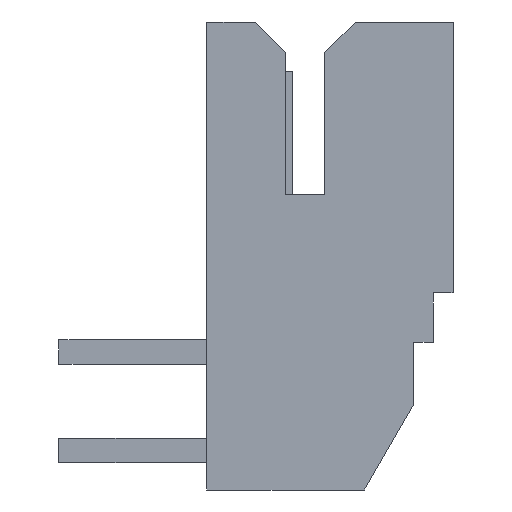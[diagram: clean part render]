
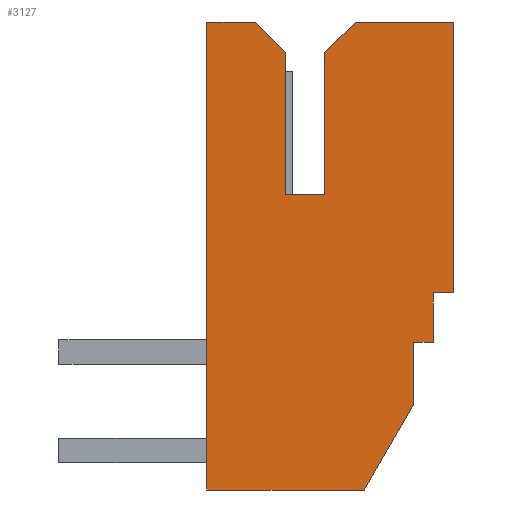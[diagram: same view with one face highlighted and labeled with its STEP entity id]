
A CAD part, left-side view. The second image highlights one B-rep face of the part: STEP entity #3127.
In plain terms, the highlighted planar face has unit normal (-1, 0, 0).
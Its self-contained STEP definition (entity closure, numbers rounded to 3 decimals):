
#72=DIRECTION('',(0.,0.,-1.));
#73=VECTOR('',#72,5.5);
#74=CARTESIAN_POINT('',(-6.,-2.5,0.));
#75=LINE('',#74,#73);
#76=DIRECTION('',(0.,1.,0.));
#77=VECTOR('',#76,0.4);
#78=CARTESIAN_POINT('',(-6.,-2.5,-5.5));
#79=LINE('',#78,#77);
#80=DIRECTION('',(0.,0.,-1.));
#81=VECTOR('',#80,1.);
#82=CARTESIAN_POINT('',(-6.,-2.1,-5.5));
#83=LINE('',#82,#81);
#84=DIRECTION('',(0.,1.,0.));
#85=VECTOR('',#84,0.4);
#86=CARTESIAN_POINT('',(-6.,-2.1,-6.5));
#87=LINE('',#86,#85);
#88=DIRECTION('',(0.,0.,-1.));
#89=VECTOR('',#88,1.27);
#90=CARTESIAN_POINT('',(-6.,-1.7,-6.5));
#91=LINE('',#90,#89);
#92=DIRECTION('',(0.,0.5,-0.866));
#93=VECTOR('',#92,1.998);
#94=CARTESIAN_POINT('',(-6.,-1.7,-7.77));
#95=LINE('',#94,#93);
#96=DIRECTION('',(0.,1.,0.));
#97=VECTOR('',#96,3.2);
#98=CARTESIAN_POINT('',(-6.,-0.7,-9.5));
#99=LINE('',#98,#97);
#100=DIRECTION('',(0.,0.,1.));
#101=VECTOR('',#100,9.5);
#102=CARTESIAN_POINT('',(-6.,2.5,-9.5));
#103=LINE('',#102,#101);
#104=DIRECTION('',(0.,-1.,0.));
#105=VECTOR('',#104,0.99);
#106=CARTESIAN_POINT('',(-6.,2.5,0.));
#107=LINE('',#106,#105);
#108=DIRECTION('',(0.,-0.707,-0.707));
#109=VECTOR('',#108,0.863);
#110=CARTESIAN_POINT('',(-6.,1.51,0.));
#111=LINE('',#110,#109);
#112=DIRECTION('',(0.,0.,-1.));
#113=VECTOR('',#112,2.89);
#114=CARTESIAN_POINT('',(-6.,0.9,-0.61));
#115=LINE('',#114,#113);
#116=DIRECTION('',(0.,-1.,0.));
#117=VECTOR('',#116,0.8);
#118=CARTESIAN_POINT('',(-6.,0.9,-3.5));
#119=LINE('',#118,#117);
#120=DIRECTION('',(0.,0.,1.));
#121=VECTOR('',#120,2.89);
#122=CARTESIAN_POINT('',(-6.,0.1,-3.5));
#123=LINE('',#122,#121);
#124=DIRECTION('',(0.,-0.707,0.707));
#125=VECTOR('',#124,0.863);
#126=CARTESIAN_POINT('',(-6.,0.1,-0.61));
#127=LINE('',#126,#125);
#128=DIRECTION('',(0.,-1.,0.));
#129=VECTOR('',#128,1.99);
#130=CARTESIAN_POINT('',(-6.,-0.51,0.));
#131=LINE('',#130,#129);
#2346=CARTESIAN_POINT('',(-6.,-2.5,0.));
#2347=CARTESIAN_POINT('',(-6.,-2.5,-5.5));
#2348=VERTEX_POINT('',#2346);
#2349=VERTEX_POINT('',#2347);
#2350=CARTESIAN_POINT('',(-6.,-2.1,-5.5));
#2351=VERTEX_POINT('',#2350);
#2352=CARTESIAN_POINT('',(-6.,-2.1,-6.5));
#2353=VERTEX_POINT('',#2352);
#2354=CARTESIAN_POINT('',(-6.,-1.7,-6.5));
#2355=VERTEX_POINT('',#2354);
#2356=CARTESIAN_POINT('',(-6.,-1.7,-7.77));
#2357=VERTEX_POINT('',#2356);
#2358=CARTESIAN_POINT('',(-6.,-0.7,-9.5));
#2359=VERTEX_POINT('',#2358);
#2360=CARTESIAN_POINT('',(-6.,2.5,-9.5));
#2361=VERTEX_POINT('',#2360);
#2362=CARTESIAN_POINT('',(-6.,2.5,0.));
#2363=VERTEX_POINT('',#2362);
#2364=CARTESIAN_POINT('',(-6.,-0.51,0.));
#2365=VERTEX_POINT('',#2364);
#2426=CARTESIAN_POINT('',(-6.,1.51,0.));
#2427=VERTEX_POINT('',#2426);
#2428=CARTESIAN_POINT('',(-6.,0.9,-0.61));
#2429=VERTEX_POINT('',#2428);
#2430=CARTESIAN_POINT('',(-6.,0.9,-3.5));
#2431=VERTEX_POINT('',#2430);
#2432=CARTESIAN_POINT('',(-6.,0.1,-3.5));
#2433=VERTEX_POINT('',#2432);
#2434=CARTESIAN_POINT('',(-6.,0.1,-0.61));
#2435=VERTEX_POINT('',#2434);
#3090=CARTESIAN_POINT('',(-6.,0.,0.));
#3091=DIRECTION('',(1.,0.,0.));
#3092=DIRECTION('',(0.,1.,0.));
#3093=AXIS2_PLACEMENT_3D('',#3090,#3091,#3092);
#3094=PLANE('',#3093);
#3096=ORIENTED_EDGE('',*,*,#3095,.T.);
#3098=ORIENTED_EDGE('',*,*,#3097,.T.);
#3100=ORIENTED_EDGE('',*,*,#3099,.T.);
#3102=ORIENTED_EDGE('',*,*,#3101,.T.);
#3104=ORIENTED_EDGE('',*,*,#3103,.T.);
#3106=ORIENTED_EDGE('',*,*,#3105,.T.);
#3108=ORIENTED_EDGE('',*,*,#3107,.T.);
#3110=ORIENTED_EDGE('',*,*,#3109,.T.);
#3112=ORIENTED_EDGE('',*,*,#3111,.T.);
#3114=ORIENTED_EDGE('',*,*,#3113,.T.);
#3116=ORIENTED_EDGE('',*,*,#3115,.T.);
#3118=ORIENTED_EDGE('',*,*,#3117,.T.);
#3120=ORIENTED_EDGE('',*,*,#3119,.T.);
#3122=ORIENTED_EDGE('',*,*,#3121,.T.);
#3124=ORIENTED_EDGE('',*,*,#3123,.T.);
#3125=EDGE_LOOP('',(#3096,#3098,#3100,#3102,#3104,#3106,#3108,#3110,#3112,#3114,
#3116,#3118,#3120,#3122,#3124));
#3126=FACE_OUTER_BOUND('',#3125,.F.);
#3127=ADVANCED_FACE('',(#3126),#3094,.F.);
#3095=EDGE_CURVE('',#2348,#2349,#75,.T.);
#3097=EDGE_CURVE('',#2349,#2351,#79,.T.);
#3099=EDGE_CURVE('',#2351,#2353,#83,.T.);
#3101=EDGE_CURVE('',#2353,#2355,#87,.T.);
#3103=EDGE_CURVE('',#2355,#2357,#91,.T.);
#3105=EDGE_CURVE('',#2357,#2359,#95,.T.);
#3107=EDGE_CURVE('',#2359,#2361,#99,.T.);
#3109=EDGE_CURVE('',#2361,#2363,#103,.T.);
#3111=EDGE_CURVE('',#2363,#2427,#107,.T.);
#3113=EDGE_CURVE('',#2427,#2429,#111,.T.);
#3115=EDGE_CURVE('',#2429,#2431,#115,.T.);
#3117=EDGE_CURVE('',#2431,#2433,#119,.T.);
#3119=EDGE_CURVE('',#2433,#2435,#123,.T.);
#3121=EDGE_CURVE('',#2435,#2365,#127,.T.);
#3123=EDGE_CURVE('',#2365,#2348,#131,.T.);
